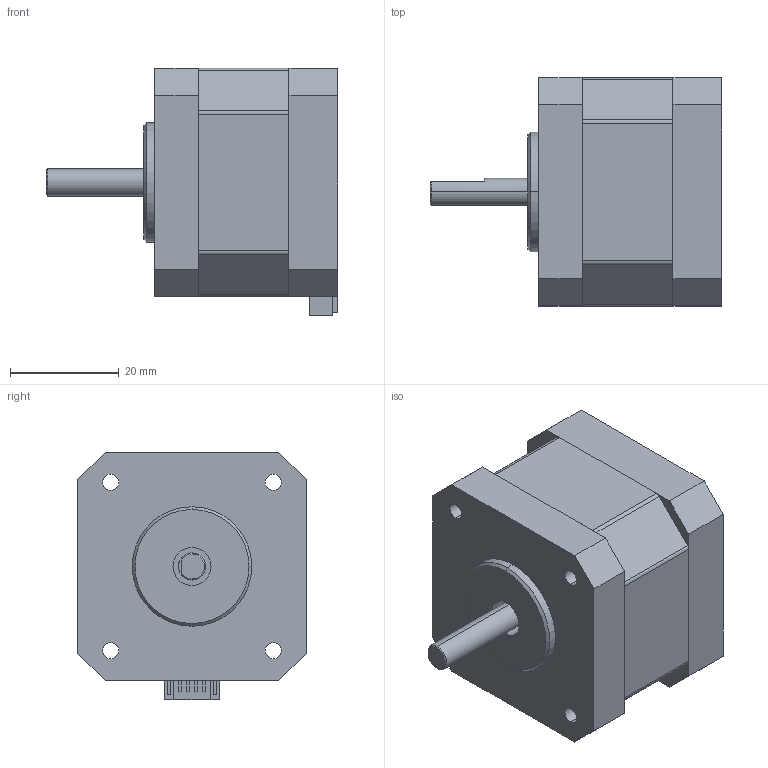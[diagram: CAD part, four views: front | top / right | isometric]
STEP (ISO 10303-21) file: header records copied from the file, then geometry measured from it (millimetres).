
FILE_DESCRIPTION (( 'STEP AP214' ), '1' );
FILE_NAME ('42HS3413A4CEL06.STEP', '2023-01-31T07:03:29', ( 'Windows 蚚誧' ), ( 'Organization' ), 'SwSTEP 2.0', 'SolidWorks 2021', '' );
FILE_SCHEMA (( 'AUTOMOTIVE_DESIGN' ));
Length unit declared in the file: millimetre
Products named in the file (1): 42HS3413A4CEL06
Bounding box: 53.7 x 42 x 45.5 mm (x, y, z)
Volume: 56464.6 mm3; surface area: 17266.3 mm2
Topology: 4 solids, 4 shells, 138 faces, 357 edges, 236 vertices
Faces by surface type: plane 93, cylinder 40, cone 5
Entity records: 5012 total; most frequent: CARTESIAN_POINT 738, DIRECTION 720, ORIENTED_EDGE 714, EDGE_CURVE 357, VECTOR 268, LINE 268, VERTEX_POINT 236, AXIS2_PLACEMENT_3D 226
